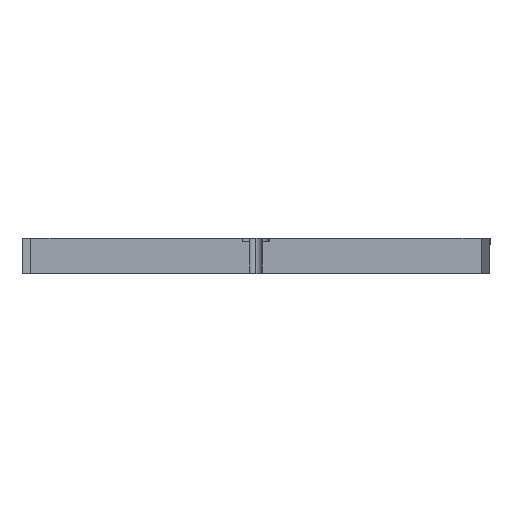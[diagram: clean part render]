
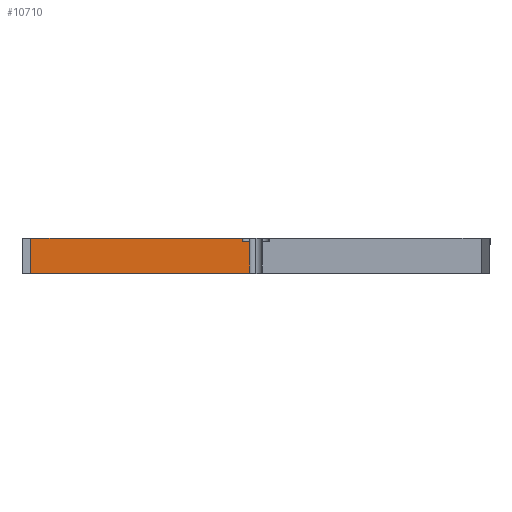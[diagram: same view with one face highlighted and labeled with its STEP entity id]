
A CAD part, top view. The second image highlights one B-rep face of the part: STEP entity #10710.
In plain terms, the highlighted planar face has unit normal (0, 0, 1).
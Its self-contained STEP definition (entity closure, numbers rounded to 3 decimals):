
#57 = VECTOR ( 'NONE', #5882, 1000. ) ;
#64 = VECTOR ( 'NONE', #1338, 1000. ) ;
#243 = VERTEX_POINT ( 'NONE', #2092 ) ;
#631 = DIRECTION ( 'NONE',  ( 1., 0., 0. ) ) ;
#679 = EDGE_LOOP ( 'NONE', ( #11425, #5504, #10515, #1377, #5399, #8003 ) ) ;
#687 = CARTESIAN_POINT ( 'NONE',  ( -2.7, 13.5, 100. ) ) ;
#810 = EDGE_CURVE ( 'NONE', #9691, #243, #2527, .T. ) ;
#894 = LINE ( 'NONE', #1117, #10640 ) ;
#1117 = CARTESIAN_POINT ( 'NONE',  ( -2.7, 25., 100. ) ) ;
#1154 = CARTESIAN_POINT ( 'NONE',  ( -96.182, 15., 100. ) ) ;
#1338 = DIRECTION ( 'NONE',  ( 0., 1., 0. ) ) ;
#1377 = ORIENTED_EDGE ( 'NONE', *, *, #5016, .T. ) ;
#1586 = VECTOR ( 'NONE', #4758, 1000. ) ;
#2074 = CARTESIAN_POINT ( 'NONE',  ( -100., 15., 100. ) ) ;
#2092 = CARTESIAN_POINT ( 'NONE',  ( -2.7, 0., 100. ) ) ;
#2178 = CARTESIAN_POINT ( 'NONE',  ( -96.182, 25., 100. ) ) ;
#2223 = DIRECTION ( 'NONE',  ( -1., 0., 0. ) ) ;
#2268 = AXIS2_PLACEMENT_3D ( 'NONE', #2074, #3849, #2223 ) ;
#2527 = LINE ( 'NONE', #3035, #1586 ) ;
#2739 = LINE ( 'NONE', #4276, #5959 ) ;
#3035 = CARTESIAN_POINT ( 'NONE',  ( -100., 0., 100. ) ) ;
#3068 = VERTEX_POINT ( 'NONE', #9846 ) ;
#3849 = DIRECTION ( 'NONE',  ( 0., 0., -1. ) ) ;
#4276 = CARTESIAN_POINT ( 'NONE',  ( -100., 15., 100. ) ) ;
#4511 = EDGE_CURVE ( 'NONE', #4808, #3068, #2739, .T. ) ;
#4758 = DIRECTION ( 'NONE',  ( 1., 0., 0. ) ) ;
#4808 = VERTEX_POINT ( 'NONE', #1154 ) ;
#5016 = EDGE_CURVE ( 'NONE', #4808, #9691, #11566, .T. ) ;
#5399 = ORIENTED_EDGE ( 'NONE', *, *, #810, .T. ) ;
#5504 = ORIENTED_EDGE ( 'NONE', *, *, #7243, .T. ) ;
#5601 = CARTESIAN_POINT ( 'NONE',  ( -5.7, 13.5, 100. ) ) ;
#5672 = CARTESIAN_POINT ( 'NONE',  ( -5.7, 13.5, 100. ) ) ;
#5882 = DIRECTION ( 'NONE',  ( 1., 0., 0. ) ) ;
#5959 = VECTOR ( 'NONE', #631, 1000. ) ;
#6366 = VERTEX_POINT ( 'NONE', #687 ) ;
#6671 = PLANE ( 'NONE',  #2268 ) ;
#6832 = CARTESIAN_POINT ( 'NONE',  ( -96.182, 0., 100. ) ) ;
#7243 = EDGE_CURVE ( 'NONE', #8423, #3068, #8985, .T. ) ;
#7742 = LINE ( 'NONE', #11247, #57 ) ;
#8003 = ORIENTED_EDGE ( 'NONE', *, *, #11167, .F. ) ;
#8423 = VERTEX_POINT ( 'NONE', #5601 ) ;
#8902 = VECTOR ( 'NONE', #10133, 1000. ) ;
#8985 = LINE ( 'NONE', #5672, #64 ) ;
#9691 = VERTEX_POINT ( 'NONE', #6832 ) ;
#9846 = CARTESIAN_POINT ( 'NONE',  ( -5.7, 15., 100. ) ) ;
#10081 = FACE_OUTER_BOUND ( 'NONE', #679, .T. ) ;
#10133 = DIRECTION ( 'NONE',  ( 0., -1., 0. ) ) ;
#10515 = ORIENTED_EDGE ( 'NONE', *, *, #4511, .F. ) ;
#10640 = VECTOR ( 'NONE', #10879, 1000. ) ;
#10710 = ADVANCED_FACE ( 'NONE', ( #10081 ), #6671, .F. ) ;
#10799 = EDGE_CURVE ( 'NONE', #8423, #6366, #7742, .T. ) ;
#10879 = DIRECTION ( 'NONE',  ( 0., -1., 0. ) ) ;
#11167 = EDGE_CURVE ( 'NONE', #6366, #243, #894, .T. ) ;
#11247 = CARTESIAN_POINT ( 'NONE',  ( -5.7, 13.5, 100. ) ) ;
#11425 = ORIENTED_EDGE ( 'NONE', *, *, #10799, .F. ) ;
#11566 = LINE ( 'NONE', #2178, #8902 ) ;
